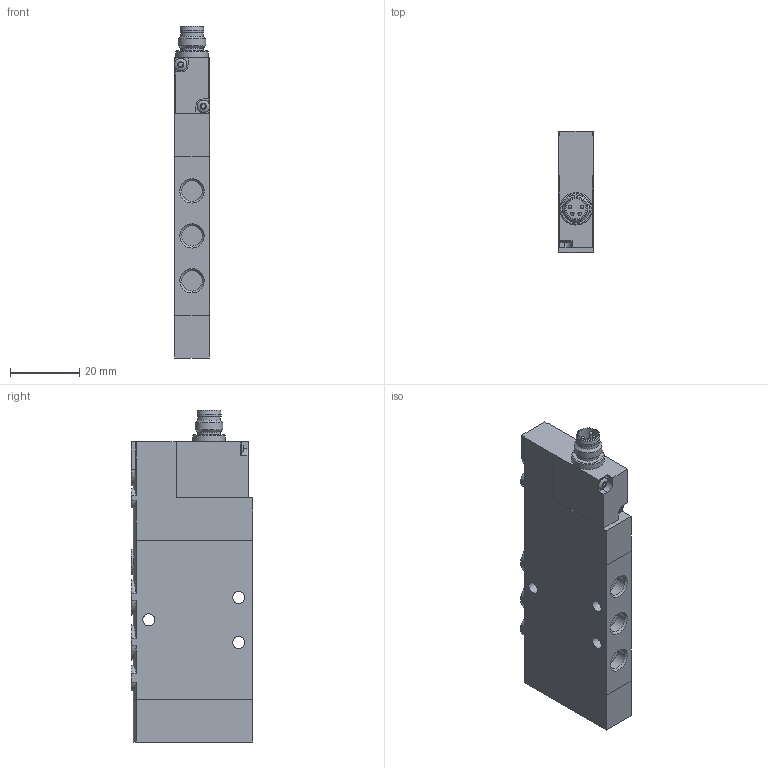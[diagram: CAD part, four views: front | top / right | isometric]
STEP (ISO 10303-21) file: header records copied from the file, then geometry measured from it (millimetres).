
FILE_DESCRIPTION(/* description */ ('STEP AP214'),/* implementation_level */ '2;1');
FILE_NAME(/* name */ '550224_CPE10-M1CH-5LS-M7',/* time_stamp */ '2024-08-06T16:14:31+02:00',/* author */ ('License CC BY-ND 4.0'),/* organization */ ('CADENAS'),/* preprocessor_version */ 'ST-DEVELOPER v19.3',/* originating_system */ 'PARTsolutions',/* authorisation */ ' ');
FILE_SCHEMA (('AUTOMOTIVE_DESIGN {1 0 10303 214 3 1 1}'));
Length unit declared in the file: millimetre
Products named in the file (4): 550224 CPE10-M1CH-5LS-M7; CPE10-...-5; CPE10-KMYZ9_M1CH; CPE10-KAPPE_M1H
Assembly tree (3 placements, depth 2):
  550224 CPE10-M1CH-5LS-M7
    CPE10-...-5
    CPE10-KMYZ9_M1CH
    CPE10-KAPPE_M1H
Bounding box: 10.1 x 35 x 96 mm (x, y, z)
Volume: 29077.1 mm3; surface area: 11184.2 mm2
Topology: 3 solids, 3 shells, 149 faces, 359 edges, 229 vertices
Faces by surface type: cylinder 64, plane 52, cone 25, torus 4, sphere 4
Full cylindrical faces by diameter (mm): 1 x4, 2 x1, 2.459 x3, 3.5 x3, 3.6 x2, 4.55 x1, 5.8 x1, 5.917 x5, 6.5 x2, 6.9 x1, 8 x1, 9.4 x1
Entity records: 4149 total; most frequent: CARTESIAN_POINT 843, DIRECTION 677, ORIENTED_EDGE 592, EDGE_CURVE 296, AXIS2_PLACEMENT_3D 272, EDGE_LOOP 214, FACE_BOUND 214, VERTEX_POINT 212
